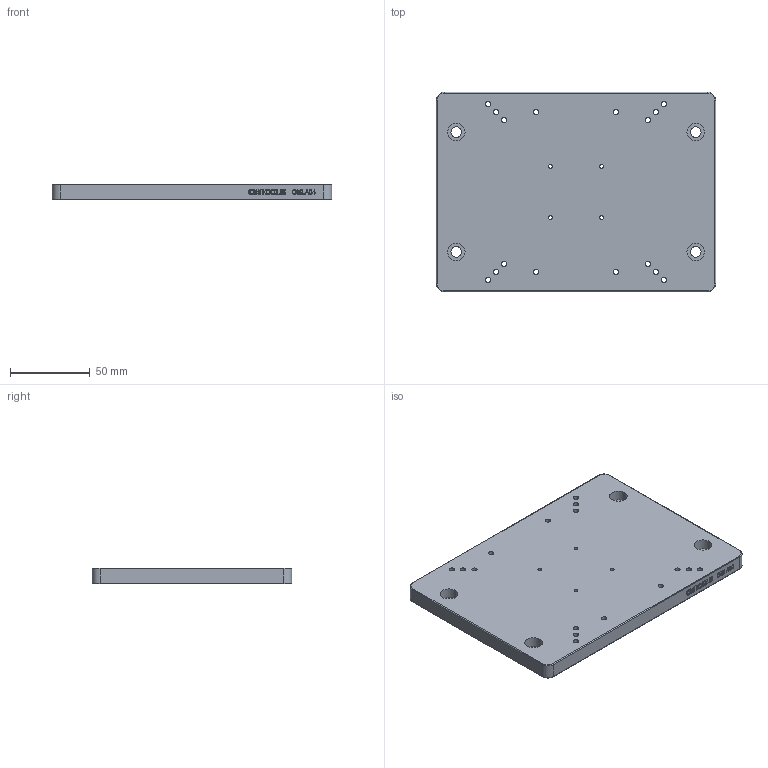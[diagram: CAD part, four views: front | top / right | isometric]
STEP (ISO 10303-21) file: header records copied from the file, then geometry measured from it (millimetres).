
FILE_DESCRIPTION (( 'STEP AP203' ), '1' );
FILE_NAME ('OMLA炵蹈蛌諉啣 OMLA04.STEP', '2021-05-20T08:26:16', ( 'Microsoft' ), ( 'Microsoft' ), 'SwSTEP 2.0', 'SolidWorks 2018', '' );
FILE_SCHEMA (( 'CONFIG_CONTROL_DESIGN' ));
Length unit declared in the file: millimetre
Products named in the file (2): OMLA炵蹈蛌諉啣 OMLA04; OMLA04-01 SPYD蟀諉啣4
Assembly tree (1 placements, depth 2):
  OMLA炵蹈蛌諉啣 OMLA04
    OMLA04-01 SPYD蟀諉啣4
Bounding box: 175 x 125 x 10 mm (x, y, z)
Volume: 213868 mm3; surface area: 51979.7 mm2
Topology: 1 solids, 1 shells, 219 faces, 569 edges, 374 vertices
Faces by surface type: plane 110, cylinder 68, bspline 33, torus 8
Entity records: 10143 total; most frequent: CARTESIAN_POINT 4573, ORIENTED_EDGE 1138, DIRECTION 1025, EDGE_CURVE 569, VERTEX_POINT 374, LINE 357, VECTOR 357, AXIS2_PLACEMENT_3D 334
